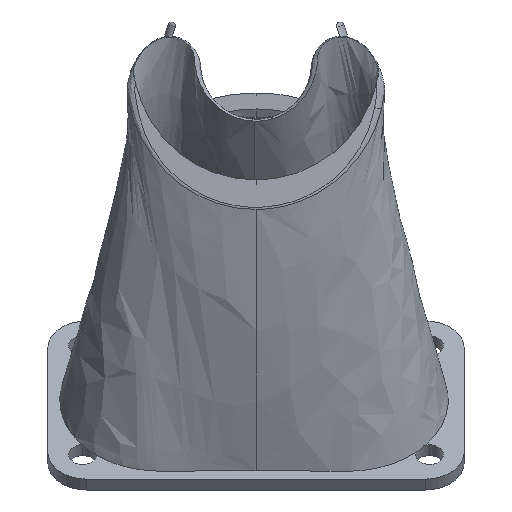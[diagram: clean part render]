
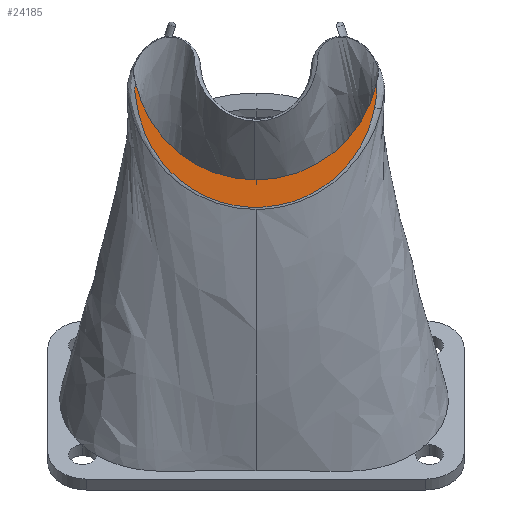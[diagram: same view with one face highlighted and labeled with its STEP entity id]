
A CAD part, front view. The second image highlights one B-rep face of the part: STEP entity #24185.
In plain terms, the highlighted planar face has unit normal (0, -1, 0).
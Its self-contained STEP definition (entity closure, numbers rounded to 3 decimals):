
#298 = B_SPLINE_CURVE_WITH_KNOTS ( 'NONE', 3,
 ( #2679, #8188, #17764, #10225, #29524, #2990, #7708, #22771, #29845, #19943, #8346, #17601, #3615, #20101, #1263, #27485, #29681, #24494, #10699, #26846, #24975, #12577, #22612, #22456, #3463, #5488, #17287, #27001, #22137, #20255, #5967, #17920, #27163, #15084, #10857, #5333, #12892, #15568, #25128, #14925, #24650, #13212, #29208, #637, #13054, #19787, #29367, #7865, #17440, #3143, #12733, #1107, #22299, #792, #5647, #10382 ),
 .UNSPECIFIED., .F., .F.,
 ( 4, 2, 2, 2, 2, 2, 2, 2, 2, 2, 2, 2, 2, 2, 2, 2, 2, 2, 2, 2, 2, 2, 2, 2, 2, 2, 2, 4 ),
 ( 0., 0.001, 0.002, 0.002, 0.003, 0.004, 0.006, 0.009, 0.01, 0.012, 0.015, 0.016, 0.018, 0.019, 0.021, 0.024, 0.025, 0.027, 0.03, 0.031, 0.033, 0.036, 0.037, 0.039, 0.042, 0.045, 0.046, 0.048 ),
 .UNSPECIFIED. ) ;
#637 = CARTESIAN_POINT ( 'NONE',  ( 9.793, 0., -16.11 ) ) ;
#792 = CARTESIAN_POINT ( 'NONE',  ( 15.175, 0., -7.582 ) ) ;
#1107 = CARTESIAN_POINT ( 'NONE',  ( 14.763, 0., -8.988 ) ) ;
#1263 = CARTESIAN_POINT ( 'NONE',  ( -13.984, 0., -10.966 ) ) ;
#2242 = DIRECTION ( 'NONE',  ( 0., 1., 0. ) ) ;
#2354 = ORIENTED_EDGE ( 'NONE', *, *, #15731, .T. ) ;
#2679 = CARTESIAN_POINT ( 'NONE',  ( -15.634, 0., -3.403 ) ) ;
#2990 = CARTESIAN_POINT ( 'NONE',  ( -15.634, 0., -5.37 ) ) ;
#3143 = CARTESIAN_POINT ( 'NONE',  ( 13.821, 0., -11.232 ) ) ;
#3463 = CARTESIAN_POINT ( 'NONE',  ( -7.641, 0., -17.572 ) ) ;
#3615 = CARTESIAN_POINT ( 'NONE',  ( -14.888, 0., -8.714 ) ) ;
#4182 = AXIS2_PLACEMENT_3D ( 'NONE', #19098, #28671, #23492 ) ;
#5333 = CARTESIAN_POINT ( 'NONE',  ( 2.281, 0., -19.412 ) ) ;
#5488 = CARTESIAN_POINT ( 'NONE',  ( -6.779, 0., -18.02 ) ) ;
#5647 = CARTESIAN_POINT ( 'NONE',  ( 15.287, 0., -7.101 ) ) ;
#5967 = CARTESIAN_POINT ( 'NONE',  ( -2.597, 0., -19.363 ) ) ;
#7496 = EDGE_CURVE ( 'NONE', #12540, #8102, #26431, .T. ) ;
#7531 = CARTESIAN_POINT ( 'NONE',  ( 15.56, 0., -5.597 ) ) ;
#7666 = EDGE_LOOP ( 'NONE', ( #9996, #2354, #19747, #11003 ) ) ;
#7708 = CARTESIAN_POINT ( 'NONE',  ( -15.616, 0., -5.492 ) ) ;
#7865 = CARTESIAN_POINT ( 'NONE',  ( 12.214, 0., -13.697 ) ) ;
#8003 = B_SPLINE_CURVE_WITH_KNOTS ( 'NONE', 3,
 ( #16800, #29033, #7531, #9580, #26359, #14447, #14597, #12404, #26515, #12249 ),
 .UNSPECIFIED., .F., .F.,
 ( 4, 2, 2, 2, 4 ),
 ( 0.048, 0.049, 0.05, 0.05, 0.051 ),
 .UNSPECIFIED. ) ;
#8102 = VERTEX_POINT ( 'NONE', #14065 ) ;
#8188 = CARTESIAN_POINT ( 'NONE',  ( -15.724, 0., -3.895 ) ) ;
#8346 = CARTESIAN_POINT ( 'NONE',  ( -15.281, 0., -7.303 ) ) ;
#9169 = CIRCLE ( 'NONE', #16704, 16. ) ;
#9580 = CARTESIAN_POINT ( 'NONE',  ( 15.645, 0., -4.955 ) ) ;
#9595 = EDGE_CURVE ( 'NONE', #18438, #12540, #8003, .T. ) ;
#9996 = ORIENTED_EDGE ( 'NONE', *, *, #7496, .T. ) ;
#10225 = CARTESIAN_POINT ( 'NONE',  ( -15.685, 0., -5.006 ) ) ;
#10382 = CARTESIAN_POINT ( 'NONE',  ( 15.381, 0., -6.619 ) ) ;
#10699 = CARTESIAN_POINT ( 'NONE',  ( -12.1, 0., -13.826 ) ) ;
#10857 = CARTESIAN_POINT ( 'NONE',  ( 0.82, 0., -19.532 ) ) ;
#11003 = ORIENTED_EDGE ( 'NONE', *, *, #9595, .T. ) ;
#11834 = DIRECTION ( 'NONE',  ( 0., 0., 1. ) ) ;
#12249 = CARTESIAN_POINT ( 'NONE',  ( 15.607, 0., -3.523 ) ) ;
#12404 = CARTESIAN_POINT ( 'NONE',  ( 15.675, 0., -4.049 ) ) ;
#12540 = VERTEX_POINT ( 'NONE', #28611 ) ;
#12577 = CARTESIAN_POINT ( 'NONE',  ( -9.283, 0., -16.514 ) ) ;
#12733 = CARTESIAN_POINT ( 'NONE',  ( 14.249, 0., -10.353 ) ) ;
#12892 = CARTESIAN_POINT ( 'NONE',  ( 3.238, 0., -19.242 ) ) ;
#13054 = CARTESIAN_POINT ( 'NONE',  ( 10.173, 0., -15.792 ) ) ;
#13212 = CARTESIAN_POINT ( 'NONE',  ( 7.795, 0., -17.507 ) ) ;
#13302 = DIRECTION ( 'NONE',  ( 0., 0., 1. ) ) ;
#14065 = CARTESIAN_POINT ( 'NONE',  ( 0., 0., -16. ) ) ;
#14447 = CARTESIAN_POINT ( 'NONE',  ( 15.678, 0., -4.569 ) ) ;
#14597 = CARTESIAN_POINT ( 'NONE',  ( 15.681, 0., -4.439 ) ) ;
#14925 = CARTESIAN_POINT ( 'NONE',  ( 6.037, 0., -18.351 ) ) ;
#15084 = CARTESIAN_POINT ( 'NONE',  ( 0.327, 0., -19.55 ) ) ;
#15120 = VERTEX_POINT ( 'NONE', #30661 ) ;
#15568 = CARTESIAN_POINT ( 'NONE',  ( 4.649, 0., -18.853 ) ) ;
#15731 = EDGE_CURVE ( 'NONE', #8102, #15120, #9169, .T. ) ;
#16704 = AXIS2_PLACEMENT_3D ( 'NONE', #17158, #2242, #11834 ) ;
#16800 = CARTESIAN_POINT ( 'NONE',  ( 15.381, 0., -6.619 ) ) ;
#17158 = CARTESIAN_POINT ( 'NONE',  ( 0., 0., 0. ) ) ;
#17287 = CARTESIAN_POINT ( 'NONE',  ( -6.337, 0., -18.224 ) ) ;
#17440 = CARTESIAN_POINT ( 'NONE',  ( 12.797, 0., -12.915 ) ) ;
#17444 = AXIS2_PLACEMENT_3D ( 'NONE', #30538, #18449, #13302 ) ;
#17601 = CARTESIAN_POINT ( 'NONE',  ( -15.032, 0., -8.249 ) ) ;
#17764 = CARTESIAN_POINT ( 'NONE',  ( -15.752, 0., -4.397 ) ) ;
#17920 = CARTESIAN_POINT ( 'NONE',  ( -1.144, 0., -19.512 ) ) ;
#18438 = VERTEX_POINT ( 'NONE', #18973 ) ;
#18449 = DIRECTION ( 'NONE',  ( 0., 1., 0. ) ) ;
#18973 = CARTESIAN_POINT ( 'NONE',  ( 15.381, 0., -6.619 ) ) ;
#19098 = CARTESIAN_POINT ( 'NONE',  ( 6., 0., 0. ) ) ;
#19747 = ORIENTED_EDGE ( 'NONE', *, *, #22664, .T. ) ;
#19787 = CARTESIAN_POINT ( 'NONE',  ( 10.894, 0., -15.128 ) ) ;
#19943 = CARTESIAN_POINT ( 'NONE',  ( -15.387, 0., -6.822 ) ) ;
#20101 = CARTESIAN_POINT ( 'NONE',  ( -14.395, 0., -10.085 ) ) ;
#20255 = CARTESIAN_POINT ( 'NONE',  ( -3.552, 0., -19.174 ) ) ;
#22137 = CARTESIAN_POINT ( 'NONE',  ( -4.965, 0., -18.753 ) ) ;
#22299 = CARTESIAN_POINT ( 'NONE',  ( 14.914, 0., -8.524 ) ) ;
#22456 = CARTESIAN_POINT ( 'NONE',  ( -8.062, 0., -17.328 ) ) ;
#22612 = CARTESIAN_POINT ( 'NONE',  ( -8.882, 0., -16.799 ) ) ;
#22664 = EDGE_CURVE ( 'NONE', #15120, #18438, #298, .T. ) ;
#22771 = CARTESIAN_POINT ( 'NONE',  ( -15.561, 0., -5.855 ) ) ;
#23492 = DIRECTION ( 'NONE',  ( 0., 0., 1. ) ) ;
#23812 = FACE_OUTER_BOUND ( 'NONE', #7666, .T. ) ;
#24185 = ADVANCED_FACE ( 'NONE', ( #23812 ), #28361, .F. ) ;
#24494 = CARTESIAN_POINT ( 'NONE',  ( -12.402, 0., -13.445 ) ) ;
#24650 = CARTESIAN_POINT ( 'NONE',  ( 6.486, 0., -18.155 ) ) ;
#24975 = CARTESIAN_POINT ( 'NONE',  ( -10.442, 0., -15.599 ) ) ;
#25128 = CARTESIAN_POINT ( 'NONE',  ( 5.117, 0., -18.701 ) ) ;
#26359 = CARTESIAN_POINT ( 'NONE',  ( 15.66, 0., -4.827 ) ) ;
#26431 = CIRCLE ( 'NONE', #17444, 16. ) ;
#26515 = CARTESIAN_POINT ( 'NONE',  ( 15.65, 0., -3.787 ) ) ;
#26846 = CARTESIAN_POINT ( 'NONE',  ( -11.145, 0., -14.925 ) ) ;
#27001 = CARTESIAN_POINT ( 'NONE',  ( -5.431, 0., -18.59 ) ) ;
#27163 = CARTESIAN_POINT ( 'NONE',  ( -0.656, 0., -19.54 ) ) ;
#27485 = CARTESIAN_POINT ( 'NONE',  ( -13.241, 0., -12.236 ) ) ;
#28361 = PLANE ( 'NONE',  #4182 ) ;
#28611 = CARTESIAN_POINT ( 'NONE',  ( 15.607, 0., -3.523 ) ) ;
#28671 = DIRECTION ( 'NONE',  ( 0., 1., 0. ) ) ;
#29033 = CARTESIAN_POINT ( 'NONE',  ( 15.48, 0., -6.109 ) ) ;
#29208 = CARTESIAN_POINT ( 'NONE',  ( 8.622, 0., -16.996 ) ) ;
#29367 = CARTESIAN_POINT ( 'NONE',  ( 11.236, 0., -14.781 ) ) ;
#29524 = CARTESIAN_POINT ( 'NONE',  ( -15.668, 0., -5.127 ) ) ;
#29681 = CARTESIAN_POINT ( 'NONE',  ( -12.971, 0., -12.651 ) ) ;
#29845 = CARTESIAN_POINT ( 'NONE',  ( -15.521, 0., -6.097 ) ) ;
#30538 = CARTESIAN_POINT ( 'NONE',  ( 0., 0., 0. ) ) ;
#30661 = CARTESIAN_POINT ( 'NONE',  ( -15.634, 0., -3.403 ) ) ;
